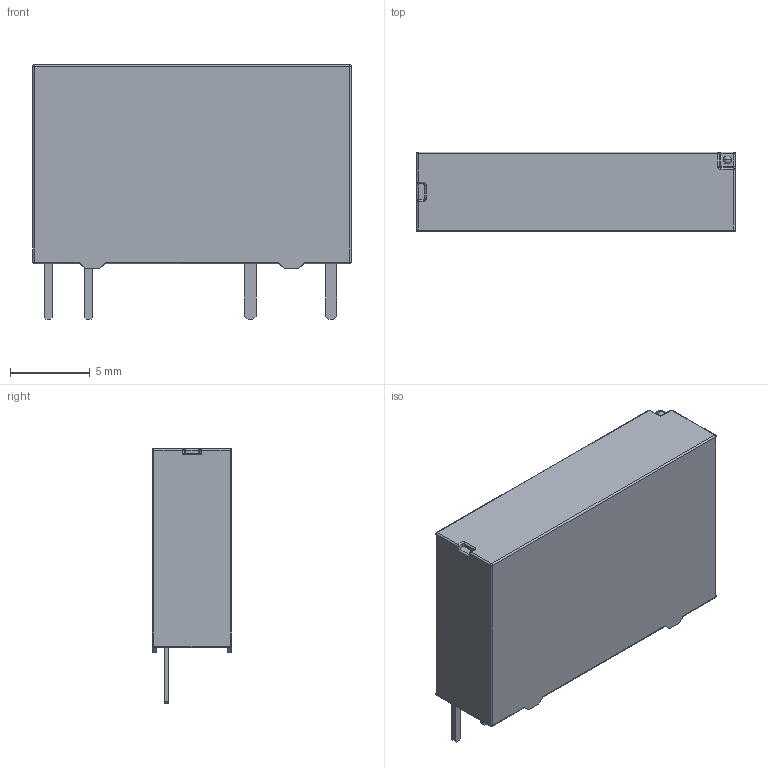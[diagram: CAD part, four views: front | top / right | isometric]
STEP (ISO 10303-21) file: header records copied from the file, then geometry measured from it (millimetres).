
FILE_DESCRIPTION(('STEP AP242'),'1');
FILE_NAME('hf49fd.stp','2020-11-03T09:06:48',('TraceParts'),('TraceParts S.A.'),'Spatial InterOp 3D',' ',' ');
FILE_SCHEMA(('AP242_MANAGED_MODEL_BASED_3D_ENGINEERING_MIM_LF {1 0 10303 442 1 1 4}'));
Length unit declared in the file: millimetre
Products named in the file (1): hf49fd
Bounding box: 20 x 5 x 16 mm (x, y, z)
Volume: 1252 mm3; surface area: 847 mm2
Topology: 1 solids, 1 shells, 113 faces, 281 edges, 160 vertices
Faces by surface type: plane 57, cylinder 36, sphere 15, torus 5
Entity records: 3196 total; most frequent: DIRECTION 571, CARTESIAN_POINT 540, ORIENTED_EDGE 532, EDGE_CURVE 266, AXIS2_PLACEMENT_3D 191, LINE 189, VECTOR 189, VERTEX_POINT 160
